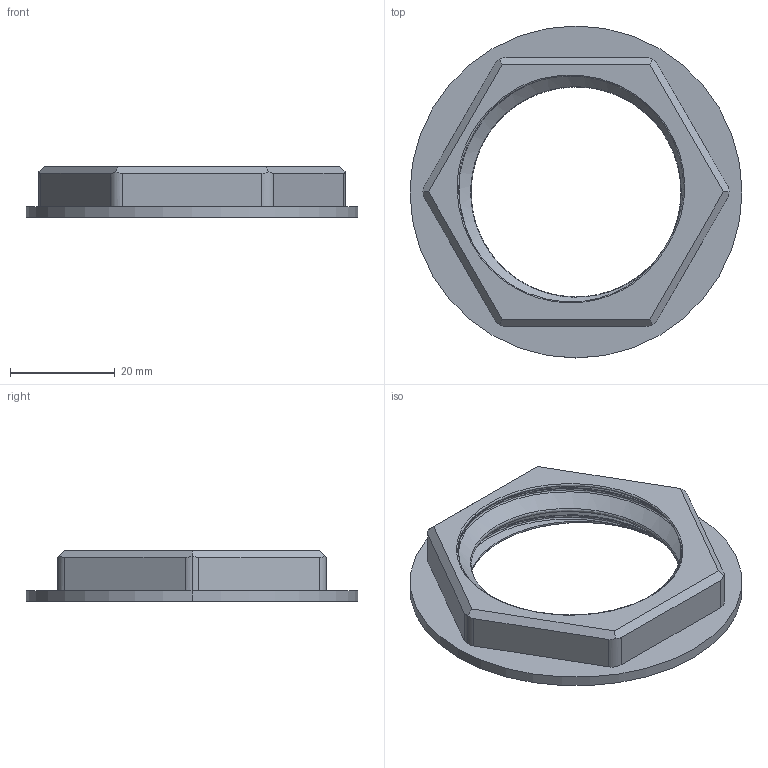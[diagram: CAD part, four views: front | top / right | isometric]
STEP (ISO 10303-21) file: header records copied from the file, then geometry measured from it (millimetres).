
FILE_DESCRIPTION (( 'STEP AP203' ), '1' );
FILE_NAME ('PAPR_NUT_V4.1.STEP', '2020-04-23T23:09:32', ( '' ), ( '' ), 'SwSTEP 2.0', 'SolidWorks 2014', '' );
FILE_SCHEMA (( 'CONFIG_CONTROL_DESIGN' ));
Length unit declared in the file: millimetre
Products named in the file (1): PAPR_NUT_V4.1
Bounding box: 63.27 x 63.27 x 9.65 mm (x, y, z)
Volume: 9675.8 mm3; surface area: 6673 mm2
Topology: 1 solids, 1 shells, 49 faces, 122 edges, 76 vertices
Faces by surface type: bspline 17, plane 15, cylinder 13, torus 3, sphere 1
Entity records: 5207 total; most frequent: CARTESIAN_POINT 4109, ORIENTED_EDGE 244, DIRECTION 174, EDGE_CURVE 122, VERTEX_POINT 76, AXIS2_PLACEMENT_3D 66, EDGE_LOOP 52, FACE_OUTER_BOUND 49
